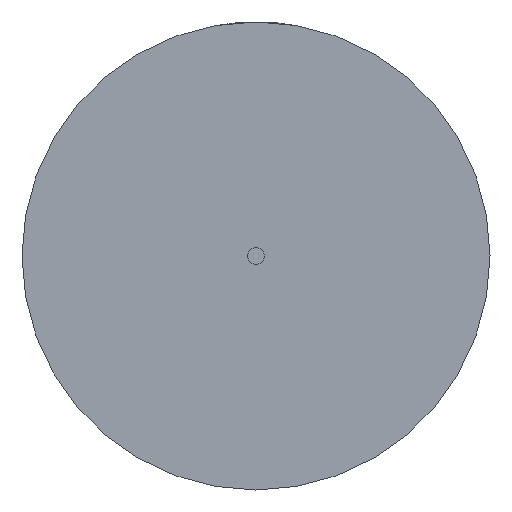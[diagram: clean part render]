
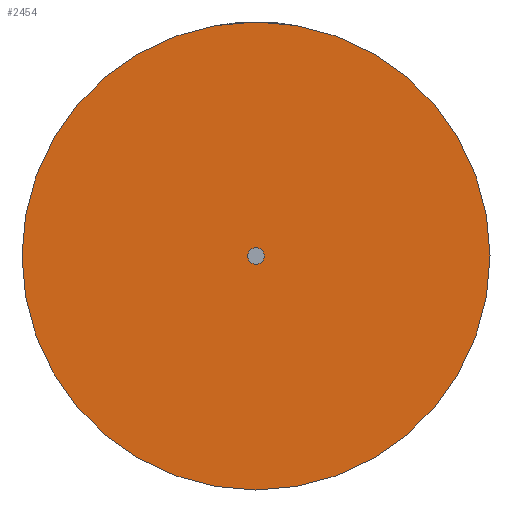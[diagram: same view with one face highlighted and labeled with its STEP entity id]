
A CAD part, left-side view. The second image highlights one B-rep face of the part: STEP entity #2454.
In plain terms, the highlighted planar face has unit normal (-1, 0, 0).
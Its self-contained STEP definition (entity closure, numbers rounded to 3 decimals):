
#131 = CARTESIAN_POINT ( 'NONE',  ( -0.005, 0., 0. ) ) ;
#188 = CARTESIAN_POINT ( 'NONE',  ( -0.005, 0., -0.6 ) ) ;
#349 = ORIENTED_EDGE ( 'NONE', *, *, #2356, .T. ) ;
#350 = CIRCLE ( 'NONE', #1615, 17.25 ) ;
#393 = AXIS2_PLACEMENT_3D ( 'NONE', #131, #1801, #807 ) ;
#458 = CARTESIAN_POINT ( 'NONE',  ( -0.005, 0., 0. ) ) ;
#514 = CIRCLE ( 'NONE', #393, 0.6 ) ;
#522 = VERTEX_POINT ( 'NONE', #188 ) ;
#536 = AXIS2_PLACEMENT_3D ( 'NONE', #1670, #2657, #2686 ) ;
#554 = CARTESIAN_POINT ( 'NONE',  ( -0.005, 0., 0. ) ) ;
#660 = EDGE_CURVE ( 'NONE', #1391, #522, #514, .T. ) ;
#704 = FACE_OUTER_BOUND ( 'NONE', #1328, .T. ) ;
#807 = DIRECTION ( 'NONE',  ( 0., 0., 1. ) ) ;
#809 = VERTEX_POINT ( 'NONE', #947 ) ;
#901 = DIRECTION ( 'NONE',  ( -1., 0., 0. ) ) ;
#947 = CARTESIAN_POINT ( 'NONE',  ( -0.005, 0., -17.25 ) ) ;
#1060 = DIRECTION ( 'NONE',  ( 0., 0., 1. ) ) ;
#1298 = CARTESIAN_POINT ( 'NONE',  ( -0.005, 0., 0.6 ) ) ;
#1328 = EDGE_LOOP ( 'NONE', ( #1935, #349 ) ) ;
#1391 = VERTEX_POINT ( 'NONE', #1298 ) ;
#1400 = CARTESIAN_POINT ( 'NONE',  ( -0.005, 0., 0. ) ) ;
#1615 = AXIS2_PLACEMENT_3D ( 'NONE', #554, #2314, #1060 ) ;
#1670 = CARTESIAN_POINT ( 'NONE',  ( -0.005, 0., 0. ) ) ;
#1704 = EDGE_CURVE ( 'NONE', #809, #2386, #2206, .T. ) ;
#1801 = DIRECTION ( 'NONE',  ( -1., 0., 0. ) ) ;
#1935 = ORIENTED_EDGE ( 'NONE', *, *, #1704, .T. ) ;
#1939 = DIRECTION ( 'NONE',  ( -1., 0., 0. ) ) ;
#2065 = EDGE_LOOP ( 'NONE', ( #2650, #2813 ) ) ;
#2093 = DIRECTION ( 'NONE',  ( 0., 0., 1. ) ) ;
#2206 = CIRCLE ( 'NONE', #2504, 17.25 ) ;
#2314 = DIRECTION ( 'NONE',  ( -1., 0., 0. ) ) ;
#2325 = CARTESIAN_POINT ( 'NONE',  ( -0.005, 0., 17.25 ) ) ;
#2356 = EDGE_CURVE ( 'NONE', #2386, #809, #350, .T. ) ;
#2386 = VERTEX_POINT ( 'NONE', #2325 ) ;
#2433 = PLANE ( 'NONE',  #536 ) ;
#2454 = ADVANCED_FACE ( 'NONE', ( #704, #2592 ), #2433, .T. ) ;
#2504 = AXIS2_PLACEMENT_3D ( 'NONE', #458, #1939, #3160 ) ;
#2588 = CIRCLE ( 'NONE', #3211, 0.6 ) ;
#2592 = FACE_BOUND ( 'NONE', #2065, .T. ) ;
#2650 = ORIENTED_EDGE ( 'NONE', *, *, #3055, .F. ) ;
#2657 = DIRECTION ( 'NONE',  ( -1., 0., 0. ) ) ;
#2686 = DIRECTION ( 'NONE',  ( 0., 0., 1. ) ) ;
#2813 = ORIENTED_EDGE ( 'NONE', *, *, #660, .F. ) ;
#3055 = EDGE_CURVE ( 'NONE', #522, #1391, #2588, .T. ) ;
#3160 = DIRECTION ( 'NONE',  ( 0., 0., 1. ) ) ;
#3211 = AXIS2_PLACEMENT_3D ( 'NONE', #1400, #901, #2093 ) ;
